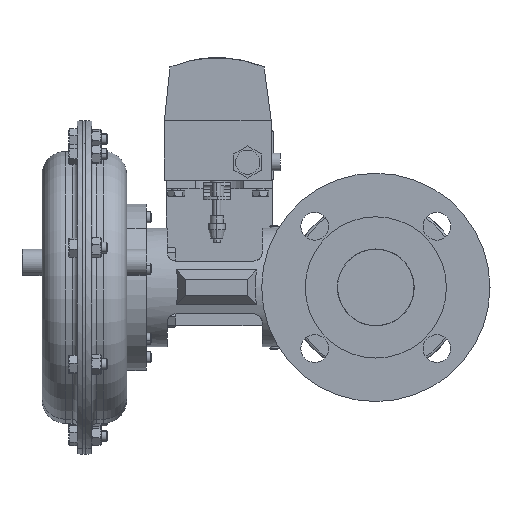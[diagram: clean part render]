
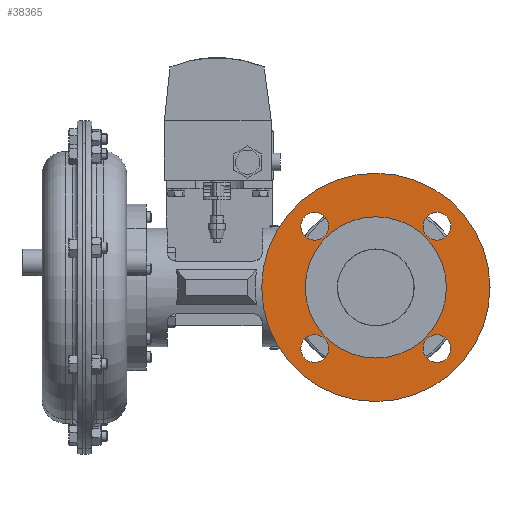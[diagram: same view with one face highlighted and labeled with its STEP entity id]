
A CAD part, left-side view. The second image highlights one B-rep face of the part: STEP entity #38365.
In plain terms, the highlighted planar face has unit normal (-1, 0, 0).
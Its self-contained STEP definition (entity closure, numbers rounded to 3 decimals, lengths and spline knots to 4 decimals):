
#48 = CARTESIAN_POINT ( 'NONE',  ( -4.41, -1.7395, -2.1345 ) ) ;
#97 = CARTESIAN_POINT ( 'NONE',  ( -4.41, 0., -2.01 ) ) ;
#463 = EDGE_CURVE ( 'NONE', #30478, #42721, #28376, .T. ) ;
#467 = DIRECTION ( 'NONE',  ( 0., 1., 0. ) ) ;
#895 = VERTEX_POINT ( 'NONE', #40802 ) ;
#1114 = CIRCLE ( 'NONE', #34224, 0.395 ) ;
#1361 = CIRCLE ( 'NONE', #23141, 0.395 ) ;
#2492 = CARTESIAN_POINT ( 'NONE',  ( -4.41, 0., -3.25 ) ) ;
#2606 = EDGE_CURVE ( 'NONE', #895, #43531, #1114, .T. ) ;
#2633 = VERTEX_POINT ( 'NONE', #26087 ) ;
#2768 = DIRECTION ( 'NONE',  ( -1., 0., 0. ) ) ;
#4350 = FACE_BOUND ( 'NONE', #17007, .T. ) ;
#5677 = ORIENTED_EDGE ( 'NONE', *, *, #37192, .F. ) ;
#5784 = DIRECTION ( 'NONE',  ( -1., 0., 0. ) ) ;
#6114 = DIRECTION ( 'NONE',  ( 1., 0., 0. ) ) ;
#6503 = EDGE_CURVE ( 'NONE', #43531, #895, #17053, .T. ) ;
#6539 = CARTESIAN_POINT ( 'NONE',  ( -4.41, 1.7395, -1.3445 ) ) ;
#7066 = EDGE_CURVE ( 'NONE', #30423, #39188, #14295, .T. ) ;
#7224 = EDGE_LOOP ( 'NONE', ( #25720, #30293 ) ) ;
#7536 = CARTESIAN_POINT ( 'NONE',  ( -4.41, 0., 0. ) ) ;
#8639 = CARTESIAN_POINT ( 'NONE',  ( -4.41, 0., 0. ) ) ;
#8677 = EDGE_LOOP ( 'NONE', ( #30516, #26979 ) ) ;
#9325 = AXIS2_PLACEMENT_3D ( 'NONE', #32696, #12075, #36094 ) ;
#10820 = DIRECTION ( 'NONE',  ( 1., 0., 0. ) ) ;
#10983 = DIRECTION ( 'NONE',  ( 0., 0., -1. ) ) ;
#12000 = EDGE_LOOP ( 'NONE', ( #41944, #13932 ) ) ;
#12039 = DIRECTION ( 'NONE',  ( 0., 0., -1. ) ) ;
#12075 = DIRECTION ( 'NONE',  ( -1., 0., 0. ) ) ;
#12614 = CARTESIAN_POINT ( 'NONE',  ( -4.41, 0., 2.01 ) ) ;
#12962 = DIRECTION ( 'NONE',  ( -1., 0., 0. ) ) ;
#13406 = FACE_BOUND ( 'NONE', #34794, .T. ) ;
#13932 = ORIENTED_EDGE ( 'NONE', *, *, #6503, .F. ) ;
#14295 = CIRCLE ( 'NONE', #42987, 0.395 ) ;
#15509 = ORIENTED_EDGE ( 'NONE', *, *, #17270, .F. ) ;
#15565 = CARTESIAN_POINT ( 'NONE',  ( -4.41, 1.7395, -2.1345 ) ) ;
#15643 = DIRECTION ( 'NONE',  ( -1., 0., 0. ) ) ;
#15941 = CARTESIAN_POINT ( 'NONE',  ( -4.41, 1.7395, -1.7395 ) ) ;
#16390 = AXIS2_PLACEMENT_3D ( 'NONE', #36231, #15643, #39695 ) ;
#16473 = DIRECTION ( 'NONE',  ( -1., 0., 0. ) ) ;
#16985 = EDGE_CURVE ( 'NONE', #39793, #28770, #27163, .T. ) ;
#17007 = EDGE_LOOP ( 'NONE', ( #28381, #17049 ) ) ;
#17049 = ORIENTED_EDGE ( 'NONE', *, *, #28572, .T. ) ;
#17053 = CIRCLE ( 'NONE', #9325, 0.395 ) ;
#17270 = EDGE_CURVE ( 'NONE', #42411, #37153, #1361, .T. ) ;
#17297 = AXIS2_PLACEMENT_3D ( 'NONE', #7536, #31581, #10983 ) ;
#19448 = DIRECTION ( 'NONE',  ( 0., 1., 0. ) ) ;
#19843 = EDGE_CURVE ( 'NONE', #2633, #26346, #26467, .T. ) ;
#20112 = AXIS2_PLACEMENT_3D ( 'NONE', #8639, #32653, #12039 ) ;
#20305 = CARTESIAN_POINT ( 'NONE',  ( -4.41, -1.7395, -1.7395 ) ) ;
#21025 = DIRECTION ( 'NONE',  ( -1., 0., 0. ) ) ;
#22615 = FACE_BOUND ( 'NONE', #8677, .T. ) ;
#23051 = AXIS2_PLACEMENT_3D ( 'NONE', #33587, #12962, #37026 ) ;
#23141 = AXIS2_PLACEMENT_3D ( 'NONE', #26323, #5784, #29820 ) ;
#23331 = CARTESIAN_POINT ( 'NONE',  ( -4.41, 2.01, 0. ) ) ;
#23744 = DIRECTION ( 'NONE',  ( 0., 0., -1. ) ) ;
#24005 = AXIS2_PLACEMENT_3D ( 'NONE', #41553, #21025, #467 ) ;
#24376 = CARTESIAN_POINT ( 'NONE',  ( -4.41, 1.7395, 2.1345 ) ) ;
#25023 = CARTESIAN_POINT ( 'NONE',  ( -4.41, -1.7395, 1.3445 ) ) ;
#25350 = ORIENTED_EDGE ( 'NONE', *, *, #37691, .F. ) ;
#25720 = ORIENTED_EDGE ( 'NONE', *, *, #33361, .F. ) ;
#26087 = CARTESIAN_POINT ( 'NONE',  ( -4.41, 0., 3.25 ) ) ;
#26159 = EDGE_CURVE ( 'NONE', #39188, #30423, #43768, .T. ) ;
#26323 = CARTESIAN_POINT ( 'NONE',  ( -4.41, -1.7395, 1.7395 ) ) ;
#26346 = VERTEX_POINT ( 'NONE', #2492 ) ;
#26467 = CIRCLE ( 'NONE', #41010, 3.25 ) ;
#26657 = CARTESIAN_POINT ( 'NONE',  ( -4.41, 0., 0. ) ) ;
#26796 = DIRECTION ( 'NONE',  ( 0., 0., 1. ) ) ;
#26979 = ORIENTED_EDGE ( 'NONE', *, *, #7066, .F. ) ;
#27163 = CIRCLE ( 'NONE', #24005, 0.395 ) ;
#28376 = CIRCLE ( 'NONE', #20112, 2.01 ) ;
#28381 = ORIENTED_EDGE ( 'NONE', *, *, #463, .T. ) ;
#28572 = EDGE_CURVE ( 'NONE', #42721, #30478, #30333, .T. ) ;
#28770 = VERTEX_POINT ( 'NONE', #15565 ) ;
#29820 = DIRECTION ( 'NONE',  ( 0., -1., 0. ) ) ;
#30153 = DIRECTION ( 'NONE',  ( 0., 0., -1. ) ) ;
#30293 = ORIENTED_EDGE ( 'NONE', *, *, #19843, .F. ) ;
#30333 = CIRCLE ( 'NONE', #17297, 2.01 ) ;
#30423 = VERTEX_POINT ( 'NONE', #44204 ) ;
#30478 = VERTEX_POINT ( 'NONE', #97 ) ;
#30516 = ORIENTED_EDGE ( 'NONE', *, *, #26159, .F. ) ;
#30582 = AXIS2_PLACEMENT_3D ( 'NONE', #23331, #2768, #26796 ) ;
#30976 = CIRCLE ( 'NONE', #42471, 3.25 ) ;
#31417 = CARTESIAN_POINT ( 'NONE',  ( -4.41, 0., 0. ) ) ;
#31581 = DIRECTION ( 'NONE',  ( 1., 0., 0. ) ) ;
#32653 = DIRECTION ( 'NONE',  ( 1., 0., 0. ) ) ;
#32696 = CARTESIAN_POINT ( 'NONE',  ( -4.41, -1.7395, -1.7395 ) ) ;
#32819 = FACE_BOUND ( 'NONE', #12000, .T. ) ;
#33361 = EDGE_CURVE ( 'NONE', #26346, #2633, #30976, .T. ) ;
#33587 = CARTESIAN_POINT ( 'NONE',  ( -4.41, -1.7395, 1.7395 ) ) ;
#34224 = AXIS2_PLACEMENT_3D ( 'NONE', #20305, #44320, #23744 ) ;
#34651 = EDGE_LOOP ( 'NONE', ( #25350, #15509 ) ) ;
#34794 = EDGE_LOOP ( 'NONE', ( #42797, #5677 ) ) ;
#34830 = DIRECTION ( 'NONE',  ( 0., 0., -1. ) ) ;
#36094 = DIRECTION ( 'NONE',  ( 0., 0., -1. ) ) ;
#36231 = CARTESIAN_POINT ( 'NONE',  ( -4.41, 1.7395, 1.7395 ) ) ;
#36622 = CIRCLE ( 'NONE', #38546, 0.395 ) ;
#36962 = PLANE ( 'NONE',  #30582 ) ;
#37026 = DIRECTION ( 'NONE',  ( 0., -1., 0. ) ) ;
#37065 = CARTESIAN_POINT ( 'NONE',  ( -4.41, 1.7395, 1.7395 ) ) ;
#37153 = VERTEX_POINT ( 'NONE', #39836 ) ;
#37192 = EDGE_CURVE ( 'NONE', #28770, #39793, #36622, .T. ) ;
#37691 = EDGE_CURVE ( 'NONE', #37153, #42411, #39805, .T. ) ;
#38365 = ADVANCED_FACE ( 'NONE', ( #13406, #32819, #40854, #22615, #4350, #39769 ), #36962, .T. ) ;
#38546 = AXIS2_PLACEMENT_3D ( 'NONE', #15941, #39991, #19448 ) ;
#39188 = VERTEX_POINT ( 'NONE', #24376 ) ;
#39695 = DIRECTION ( 'NONE',  ( 0., 0., 1. ) ) ;
#39769 = FACE_OUTER_BOUND ( 'NONE', #7224, .T. ) ;
#39793 = VERTEX_POINT ( 'NONE', #6539 ) ;
#39805 = CIRCLE ( 'NONE', #23051, 0.395 ) ;
#39836 = CARTESIAN_POINT ( 'NONE',  ( -4.41, -1.7395, 2.1345 ) ) ;
#39991 = DIRECTION ( 'NONE',  ( -1., 0., 0. ) ) ;
#40523 = DIRECTION ( 'NONE',  ( 0., 0., 1. ) ) ;
#40802 = CARTESIAN_POINT ( 'NONE',  ( -4.41, -1.7395, -1.3445 ) ) ;
#40854 = FACE_BOUND ( 'NONE', #34651, .T. ) ;
#41010 = AXIS2_PLACEMENT_3D ( 'NONE', #31417, #10820, #34830 ) ;
#41553 = CARTESIAN_POINT ( 'NONE',  ( -4.41, 1.7395, -1.7395 ) ) ;
#41944 = ORIENTED_EDGE ( 'NONE', *, *, #2606, .F. ) ;
#42411 = VERTEX_POINT ( 'NONE', #25023 ) ;
#42471 = AXIS2_PLACEMENT_3D ( 'NONE', #26657, #6114, #30153 ) ;
#42721 = VERTEX_POINT ( 'NONE', #12614 ) ;
#42797 = ORIENTED_EDGE ( 'NONE', *, *, #16985, .F. ) ;
#42987 = AXIS2_PLACEMENT_3D ( 'NONE', #37065, #16473, #40523 ) ;
#43531 = VERTEX_POINT ( 'NONE', #48 ) ;
#43768 = CIRCLE ( 'NONE', #16390, 0.395 ) ;
#44204 = CARTESIAN_POINT ( 'NONE',  ( -4.41, 1.7395, 1.3445 ) ) ;
#44320 = DIRECTION ( 'NONE',  ( -1., 0., 0. ) ) ;
